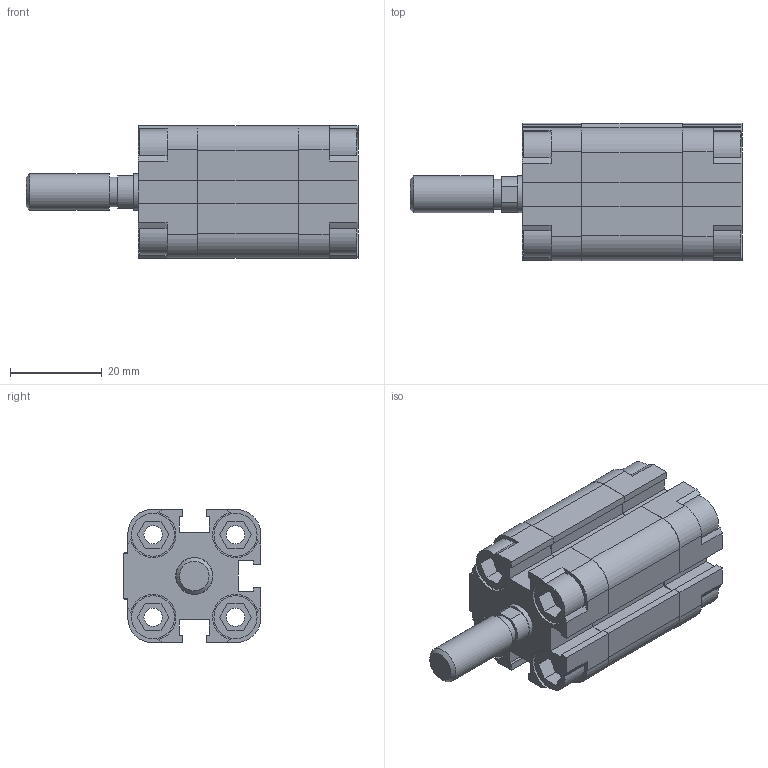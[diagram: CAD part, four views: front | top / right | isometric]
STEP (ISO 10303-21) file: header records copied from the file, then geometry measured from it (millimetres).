
FILE_DESCRIPTION( ( 'STEP AP214' ), '1' );
FILE_NAME( '1581.16.10.02.2 (0).stp', '2022-03-17T17:22:17', ( 'License CC BY-ND 4.0' ), ( 'CADENAS' ), ' ', 'PARTsolutions', ' ' );
FILE_SCHEMA( ( 'AUTOMOTIVE_DESIGN { 1 0 10303 214 1 1 1 1 }' ) );
Length unit declared in the file: millimetre
Products named in the file (7): 1581.16.10.02.2 (0); _1581.16.10.02.2 (0) 10 0  _dummy; _16-testata_ant 1 8; _16-camicia821002; _16-testata_post 1 8; _16-stelo 10 0 02 2 02 0 10; _16-vite
Assembly tree (13 placements, depth 2):
  1581.16.10.02.2 (0)
    _1581.16.10.02.2 (0) 10 0  _dummy
    _16-testata_ant 1 8
    _16-camicia821002
    _16-testata_post 1 8
    _16-stelo 10 0 02 2 02 0 10
    _16-vite  x8
Bounding box: 72.5 x 30 x 29 mm (x, y, z)
Volume: 30074.2 mm3; surface area: 23957.5 mm2
Topology: 12 solids, 12 shells, 325 faces, 795 edges, 533 vertices
Faces by surface type: plane 216, cylinder 106, cone 3
Full cylindrical faces by diameter (mm): 4 x8, 4.134 x2, 6.1 x8, 6.2 x4, 6.5 x17, 7 x8, 8 x2, 8.1 x1, 9.4 x8, 16 x2
Entity records: 8206 total; most frequent: CARTESIAN_POINT 1117, DIRECTION 1112, ORIENTED_EDGE 1054, EDGE_CURVE 527, LINE 382, VECTOR 382, VERTEX_POINT 369, AXIS2_PLACEMENT_3D 365
